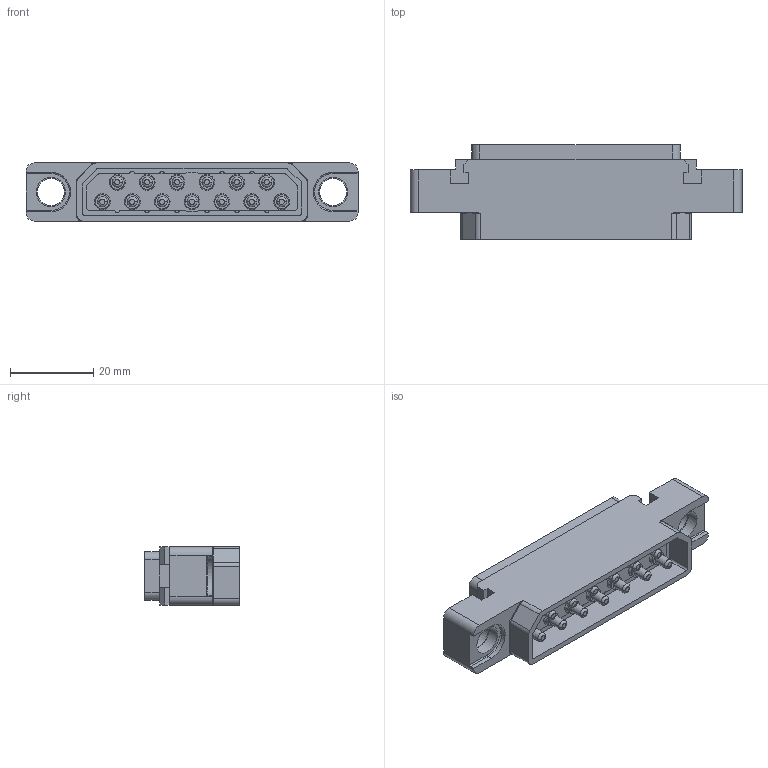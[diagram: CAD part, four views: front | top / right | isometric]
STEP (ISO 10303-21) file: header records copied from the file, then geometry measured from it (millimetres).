
FILE_DESCRIPTION((''),'2;1');
FILE_NAME('1900ND05P1X00D','2020-08-03T',('presta_be4'),(''),'CREO PARAMETRIC BY PTC INC, 2018360','CREO PARAMETRIC BY PTC INC, 2018360','');
FILE_SCHEMA(('CONFIG_CONTROL_DESIGN'));
Products named in the file (1): 1900ND05P1X00D
Bounding box: 80 x 22.86 x 14 mm (x, y, z)
Volume: 13616.4 mm3; surface area: 15807.9 mm2
Topology: 1 solids, 14 shells, 1901 faces, 4710 edges, 2851 vertices
Faces by surface type: cylinder 758, plane 451, torus 356, cone 264, bspline 72
Entity records: 62937 total; most frequent: CARTESIAN_POINT 17445, DIRECTION 9957, ORIENTED_EDGE 9368, EDGE_CURVE 4684, AXIS2_PLACEMENT_3D 4073, VERTEX_POINT 2851, CIRCLE 2244, EDGE_LOOP 2129
